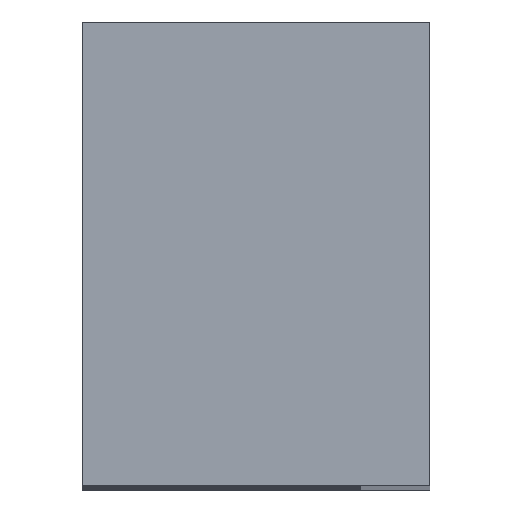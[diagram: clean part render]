
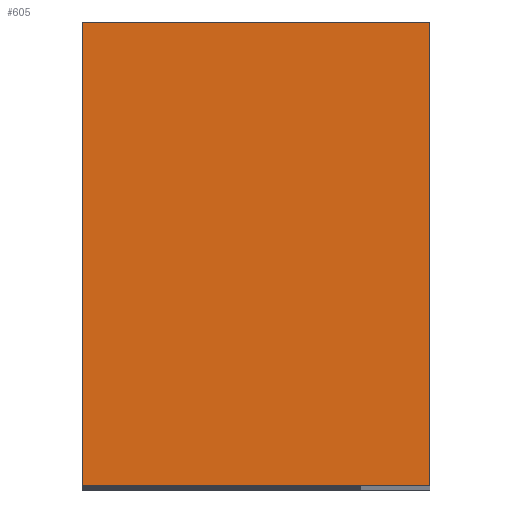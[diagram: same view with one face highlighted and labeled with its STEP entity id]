
A CAD part, top view. The second image highlights one B-rep face of the part: STEP entity #605.
In plain terms, the highlighted planar face has unit normal (0, 0, 1).
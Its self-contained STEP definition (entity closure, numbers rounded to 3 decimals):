
#39=FACE_OUTER_BOUND('',#69,.T.);
#69=EDGE_LOOP('',(#479,#480,#481,#482));
#147=LINE('',#954,#231);
#148=LINE('',#957,#232);
#149=LINE('',#959,#233);
#150=LINE('',#960,#234);
#231=VECTOR('',#783,10.);
#232=VECTOR('',#786,10.);
#233=VECTOR('',#787,10.);
#234=VECTOR('',#788,10.);
#291=VERTEX_POINT('',#950);
#292=VERTEX_POINT('',#952);
#293=VERTEX_POINT('',#956);
#294=VERTEX_POINT('',#958);
#371=EDGE_CURVE('',#291,#292,#147,.T.);
#372=EDGE_CURVE('',#293,#291,#148,.T.);
#373=EDGE_CURVE('',#294,#292,#149,.T.);
#374=EDGE_CURVE('',#293,#294,#150,.T.);
#479=ORIENTED_EDGE('',*,*,#372,.T.);
#480=ORIENTED_EDGE('',*,*,#371,.T.);
#481=ORIENTED_EDGE('',*,*,#373,.F.);
#482=ORIENTED_EDGE('',*,*,#374,.F.);
#575=PLANE('',#655);
#605=ADVANCED_FACE('',(#39),#575,.T.);
#655=AXIS2_PLACEMENT_3D('',#955,#784,#785);
#783=DIRECTION('',(0.,1.,0.));
#784=DIRECTION('center_axis',(0.,0.,1.));
#785=DIRECTION('ref_axis',(1.,0.,0.));
#786=DIRECTION('',(1.,0.,0.));
#787=DIRECTION('',(1.,0.,0.));
#788=DIRECTION('',(0.,1.,0.));
#950=CARTESIAN_POINT('',(7.5,0.,50.));
#952=CARTESIAN_POINT('',(7.5,20.,50.));
#954=CARTESIAN_POINT('',(7.5,0.,50.));
#955=CARTESIAN_POINT('Origin',(-7.5,0.,50.));
#956=CARTESIAN_POINT('',(-7.5,0.,50.));
#957=CARTESIAN_POINT('',(-7.5,0.,50.));
#958=CARTESIAN_POINT('',(-7.5,20.,50.));
#959=CARTESIAN_POINT('',(-7.5,20.,50.));
#960=CARTESIAN_POINT('',(-7.5,0.,50.));
